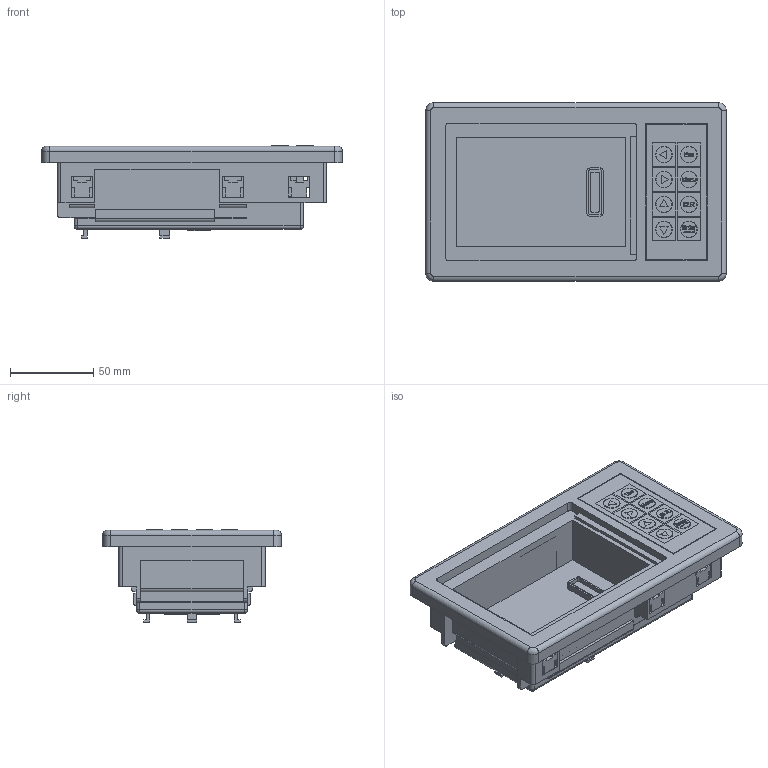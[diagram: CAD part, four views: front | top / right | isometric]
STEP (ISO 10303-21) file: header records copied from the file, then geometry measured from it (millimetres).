
FILE_DESCRIPTION (( 'STEP AP203' ), '1' );
FILE_NAME ('EA-MG-BZ1.STEP', '2010-10-27T18:20:06', ( '.ADC' ), ( 'ADC' ), 'SwSTEP 2.0', 'SolidWorks 2009', '' );
FILE_SCHEMA (( 'CONFIG_CONTROL_DESIGN' ));
Products named in the file (1): EA-MG-BZ1
Bounding box: 181 x 107.6 x 55.65 mm (x, y, z)
Volume: 317174.1 mm3; surface area: 113965.4 mm2
Topology: 30 solids, 30 shells, 1000 faces, 2630 edges, 1736 vertices
Faces by surface type: plane 715, bspline 174, cylinder 71, torus 20, cone 16, sphere 4
Entity records: 38855 total; most frequent: CARTESIAN_POINT 15113, ORIENTED_EDGE 5252, DIRECTION 4126, EDGE_CURVE 2626, LINE 2068, VECTOR 2068, VERTEX_POINT 1736, EDGE_LOOP 1074
